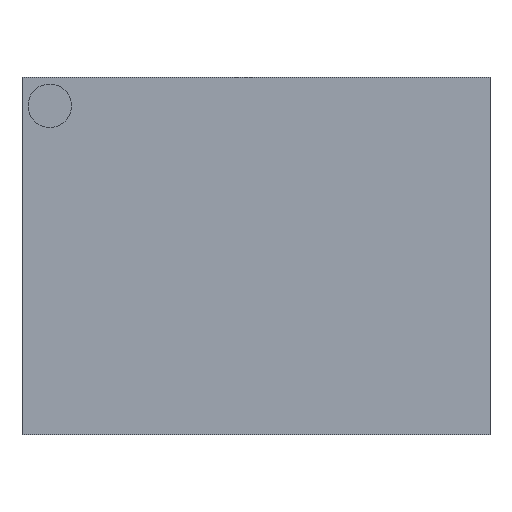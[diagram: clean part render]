
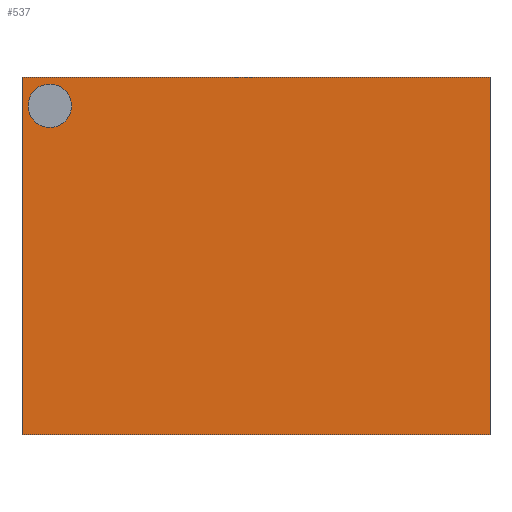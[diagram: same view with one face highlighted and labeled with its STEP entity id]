
A CAD part, top view. The second image highlights one B-rep face of the part: STEP entity #537.
In plain terms, the highlighted planar face has unit normal (0, 0, 1).
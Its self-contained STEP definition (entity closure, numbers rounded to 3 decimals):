
#17=FACE_BOUND('',#84,.T.);
#19=CIRCLE('',#577,0.305);
#47=FACE_OUTER_BOUND('',#83,.T.);
#83=EDGE_LOOP('',(#398,#399,#400,#401));
#84=EDGE_LOOP('',(#402));
#124=LINE('',#796,#189);
#128=LINE('',#803,#193);
#131=LINE('',#809,#196);
#133=LINE('',#812,#198);
#189=VECTOR('',#646,1000.);
#193=VECTOR('',#652,1000.);
#196=VECTOR('',#657,1000.);
#198=VECTOR('',#661,1000.);
#248=VERTEX_POINT('',#786);
#251=VERTEX_POINT('',#793);
#252=VERTEX_POINT('',#795);
#254=VERTEX_POINT('',#801);
#256=VERTEX_POINT('',#807);
#299=EDGE_CURVE('',#248,#248,#19,.T.);
#302=EDGE_CURVE('',#252,#251,#124,.T.);
#306=EDGE_CURVE('',#251,#254,#128,.T.);
#309=EDGE_CURVE('',#254,#256,#131,.T.);
#311=EDGE_CURVE('',#256,#252,#133,.T.);
#398=ORIENTED_EDGE('',*,*,#302,.T.);
#399=ORIENTED_EDGE('',*,*,#306,.T.);
#400=ORIENTED_EDGE('',*,*,#309,.T.);
#401=ORIENTED_EDGE('',*,*,#311,.T.);
#402=ORIENTED_EDGE('',*,*,#299,.F.);
#502=PLANE('',#582);
#537=ADVANCED_FACE('',(#47,#17),#502,.T.);
#577=AXIS2_PLACEMENT_3D('',#788,#640,#641);
#582=AXIS2_PLACEMENT_3D('',#813,#662,#663);
#640=DIRECTION('center_axis',(0.,0.,1.));
#641=DIRECTION('ref_axis',(0.,-1.,0.));
#646=DIRECTION('',(0.,-1.,0.));
#652=DIRECTION('',(1.,0.,0.));
#657=DIRECTION('',(0.,1.,0.));
#661=DIRECTION('',(-1.,0.,0.));
#662=DIRECTION('center_axis',(0.,0.,1.));
#663=DIRECTION('ref_axis',(0.,-1.,0.));
#786=CARTESIAN_POINT('',(-2.89,2.41,0.587));
#788=CARTESIAN_POINT('Origin',(-2.89,2.105,0.587));
#793=CARTESIAN_POINT('',(-3.28,-2.505,0.587));
#795=CARTESIAN_POINT('',(-3.28,2.505,0.587));
#796=CARTESIAN_POINT('',(-3.28,2.505,0.587));
#801=CARTESIAN_POINT('',(3.28,-2.505,0.587));
#803=CARTESIAN_POINT('',(-3.28,-2.505,0.587));
#807=CARTESIAN_POINT('',(3.28,2.505,0.587));
#809=CARTESIAN_POINT('',(3.28,-2.505,0.587));
#812=CARTESIAN_POINT('',(3.28,2.505,0.587));
#813=CARTESIAN_POINT('Origin',(0.,0.,0.587));
